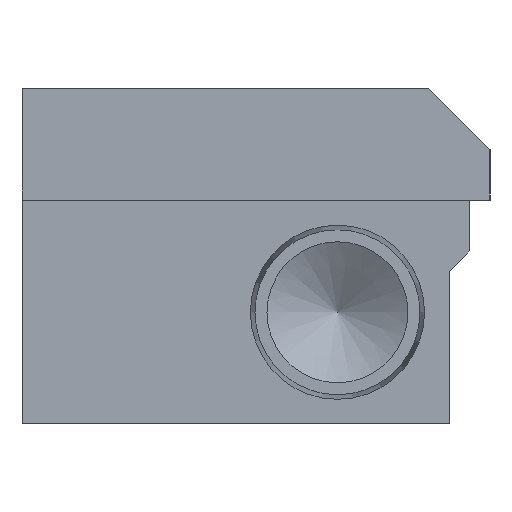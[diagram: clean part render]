
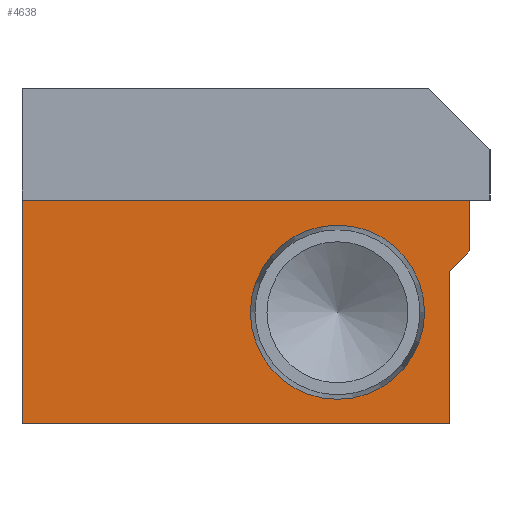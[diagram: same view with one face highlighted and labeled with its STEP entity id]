
A CAD part, left-side view. The second image highlights one B-rep face of the part: STEP entity #4638.
In plain terms, the highlighted planar face has unit normal (-1, 0, 0).
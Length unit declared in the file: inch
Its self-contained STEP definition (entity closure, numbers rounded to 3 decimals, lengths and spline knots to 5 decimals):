
#4052=CARTESIAN_POINT('',(-42.49994,-18.80068,-0.6875));
#4053=VERTEX_POINT('',#4052);
#4070=CARTESIAN_POINT('',(-42.49994,-20.11268,-0.6875));
#4071=VERTEX_POINT('',#4070);
#4078=CARTESIAN_POINT('',(-42.49994,-20.11268,-0.6875));
#4079=DIRECTION('',(0.0,1.0,0.0));
#4080=VECTOR('',#4079,1.312);
#4081=LINE('',#4078,#4080);
#4082=EDGE_CURVE('',#4071,#4053,#4081,.T.);
#4537=CARTESIAN_POINT('',(-42.49994,-19.50217,-0.3445));
#4538=VERTEX_POINT('',#4537);
#4539=CARTESIAN_POINT('',(-42.49994,-19.76968,-0.3445));
#4540=DIRECTION('',(1.0,0.0,0.0));
#4541=DIRECTION('',(0.0,1.0,0.0));
#4542=AXIS2_PLACEMENT_3D('',#4539,#4540,#4541);
#4543=CIRCLE('',#4542,0.26751);
#4544=EDGE_CURVE('',#4538,#4538,#4543,.T.);
#4589=CARTESIAN_POINT('',(-42.49994,-19.63593,-0.3445));
#4590=DIRECTION('',(-1.0,0.0,0.0));
#4591=DIRECTION('',(0.0,0.0,1.0));
#4592=AXIS2_PLACEMENT_3D('',#4589,#4590,#4591);
#4593=PLANE('',#4592);
#4594=CARTESIAN_POINT('',(-42.49994,-18.80068,0.0));
#4595=VERTEX_POINT('',#4594);
#4596=CARTESIAN_POINT('',(-42.49994,-20.17568,0.0));
#4597=VERTEX_POINT('',#4596);
#4598=CARTESIAN_POINT('',(-42.49994,-18.80068,0.0));
#4599=DIRECTION('',(0.0,-1.0,0.0));
#4600=VECTOR('',#4599,1.375);
#4601=LINE('',#4598,#4600);
#4602=EDGE_CURVE('',#4595,#4597,#4601,.T.);
#4603=ORIENTED_EDGE('',*,*,#4602,.F.);
#4604=CARTESIAN_POINT('',(-42.49994,-18.80068,-0.6875));
#4605=DIRECTION('',(0.0,0.0,1.0));
#4606=VECTOR('',#4605,0.6875);
#4607=LINE('',#4604,#4606);
#4608=EDGE_CURVE('',#4053,#4595,#4607,.T.);
#4609=ORIENTED_EDGE('',*,*,#4608,.F.);
#4610=ORIENTED_EDGE('',*,*,#4082,.F.);
#4611=CARTESIAN_POINT('',(-42.49994,-20.11268,-0.21925));
#4612=VERTEX_POINT('',#4611);
#4613=CARTESIAN_POINT('',(-42.49994,-20.11268,-0.21925));
#4614=DIRECTION('',(0.0,0.0,-1.0));
#4615=VECTOR('',#4614,0.46825);
#4616=LINE('',#4613,#4615);
#4617=EDGE_CURVE('',#4612,#4071,#4616,.T.);
#4618=ORIENTED_EDGE('',*,*,#4617,.F.);
#4619=CARTESIAN_POINT('',(-42.49994,-20.17568,-0.15625));
#4620=VERTEX_POINT('',#4619);
#4621=CARTESIAN_POINT('',(-42.49994,-20.17568,-0.15625));
#4622=DIRECTION('',(0.0,0.707,-0.707));
#4623=VECTOR('',#4622,0.0891);
#4624=LINE('',#4621,#4623);
#4625=EDGE_CURVE('',#4620,#4612,#4624,.T.);
#4626=ORIENTED_EDGE('',*,*,#4625,.F.);
#4627=CARTESIAN_POINT('',(-42.49994,-20.17568,0.0));
#4628=DIRECTION('',(0.0,0.0,-1.0));
#4629=VECTOR('',#4628,0.15625);
#4630=LINE('',#4627,#4629);
#4631=EDGE_CURVE('',#4597,#4620,#4630,.T.);
#4632=ORIENTED_EDGE('',*,*,#4631,.F.);
#4633=EDGE_LOOP('',(#4603,#4609,#4610,#4618,#4626,#4632));
#4634=FACE_OUTER_BOUND('',#4633,.T.);
#4635=ORIENTED_EDGE('',*,*,#4544,.T.);
#4636=EDGE_LOOP('',(#4635));
#4637=FACE_BOUND('',#4636,.T.);
#4638=ADVANCED_FACE('',(#4634,#4637),#4593,.T.);
